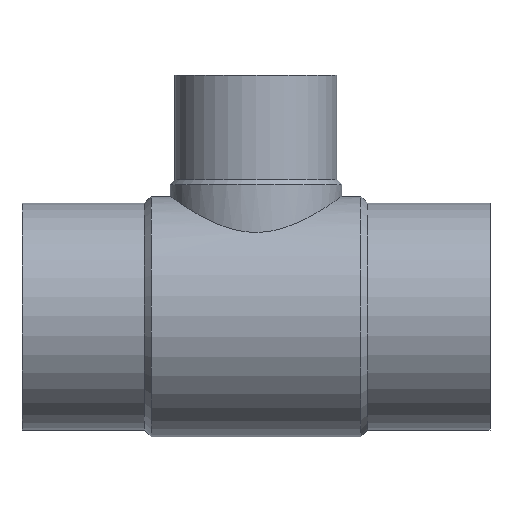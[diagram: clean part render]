
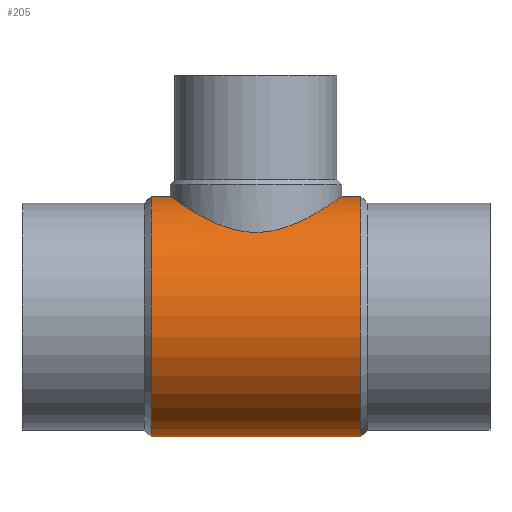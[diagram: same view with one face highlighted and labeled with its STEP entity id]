
A CAD part, top view. The second image highlights one B-rep face of the part: STEP entity #205.
In plain terms, the highlighted cylindrical face has radius 166.85 mm (diameter 333.7 mm), a partial arc.
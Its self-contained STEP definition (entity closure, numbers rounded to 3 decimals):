
#129 = EDGE_CURVE( '', #141, #167, #355, .T. );
#141 = VERTEX_POINT( '', #368 );
#153 = VERTEX_POINT( '', #382 );
#155 = EDGE_CURVE( '', #211, #233, #384, .T. );
#159 = EDGE_CURVE( '', #153, #275, #388, .T. );
#167 = VERTEX_POINT( '', #397 );
#171 = EDGE_CURVE( '', #211, #153, #401, .T. );
#189 = EDGE_CURVE( '', #275, #141, #422, .T. );
#205 = ADVANCED_FACE( '', ( #439 ), #440, .T. );
#211 = VERTEX_POINT( '', #446 );
#233 = VERTEX_POINT( '', #470 );
#275 = VERTEX_POINT( '', #520 );
#315 = EDGE_CURVE( '', #167, #233, #567, .T. );
#355 = B_SPLINE_CURVE_WITH_KNOTS( '', 3, ( #599, #600, #601, #602, #603, #604, #605, #606, #607, #608, #609, #610, #611, #612, #613, #614, #615, #616, #617, #618, #619, #620, #621, #622, #623, #624, #625, #626, #627, #628, #629, #630, #631, #632, #633, #634, #635, #636, #637, #638, #639, #640, #641, #642, #643, #644, #645, #646, #647, #648, #649, #650, #651, #652, #653, #654, #655, #656, #657, #658, #659, #660, #661, #662, #663, #664 ), .UNSPECIFIED., .F., .F., ( 4, 2, 2, 2, 2, 2, 2, 2, 2, 2, 2, 2, 2, 2, 2, 2, 2, 2, 2, 2, 2, 2, 2, 2, 2, 2, 2, 2, 2, 2, 2, 2, 4 ), ( 188.667, 200.364, 212.06, 223.757, 235.454, 247.151, 258.848, 270.544, 282.241, 294.128, 306.014, 317.901, 329.787, 341.674, 353.56, 365.447, 377.333, 389.22, 401.107, 412.993, 424.88, 436.766, 448.653, 460.539, 472.426, 484.123, 495.819, 507.516, 519.213, 530.91, 542.607, 554.303, 566. ), .UNSPECIFIED. );
#368 = CARTESIAN_POINT( '', ( -205.8, 166.85, 0. ) );
#382 = CARTESIAN_POINT( '', ( -179.35, -166.85, 0. ) );
#384 = CIRCLE( '', #699, 166.85 );
#388 = CIRCLE( '', #705, 166.85 );
#397 = CARTESIAN_POINT( '', ( -444.2, 166.85, 0. ) );
#401 = LINE( '', #756, #757 );
#422 = LINE( '', #815, #816 );
#439 = FACE_OUTER_BOUND( '', #904, .T. );
#440 = CYLINDRICAL_SURFACE( '', #905, 166.85 );
#446 = CARTESIAN_POINT( '', ( -470.65, -166.85, 0. ) );
#470 = CARTESIAN_POINT( '', ( -470.65, 166.85, 0. ) );
#520 = CARTESIAN_POINT( '', ( -179.35, 166.85, 0. ) );
#567 = LINE( '', #1132, #1133 );
#599 = CARTESIAN_POINT( '', ( -205.8, 166.85, 0. ) );
#600 = CARTESIAN_POINT( '', ( -205.8, 166.85, 3.899 ) );
#601 = CARTESIAN_POINT( '', ( -205.992, 166.713, 7.842 ) );
#602 = CARTESIAN_POINT( '', ( -206.777, 166.153, 15.737 ) );
#603 = CARTESIAN_POINT( '', ( -207.369, 165.731, 19.69 ) );
#604 = CARTESIAN_POINT( '', ( -208.954, 164.611, 27.529 ) );
#605 = CARTESIAN_POINT( '', ( -209.945, 163.912, 31.416 ) );
#606 = CARTESIAN_POINT( '', ( -212.309, 162.262, 39.056 ) );
#607 = CARTESIAN_POINT( '', ( -213.682, 161.31, 42.809 ) );
#608 = CARTESIAN_POINT( '', ( -216.775, 159.19, 50.118 ) );
#609 = CARTESIAN_POINT( '', ( -218.498, 158.022, 53.679 ) );
#610 = CARTESIAN_POINT( '', ( -222.254, 155.515, 60.559 ) );
#611 = CARTESIAN_POINT( '', ( -224.288, 154.177, 63.878 ) );
#612 = CARTESIAN_POINT( '', ( -228.611, 151.388, 70.233 ) );
#613 = CARTESIAN_POINT( '', ( -230.902, 149.937, 73.268 ) );
#614 = CARTESIAN_POINT( '', ( -235.679, 146.986, 79.022 ) );
#615 = CARTESIAN_POINT( '', ( -238.165, 145.486, 81.74 ) );
#616 = CARTESIAN_POINT( '', ( -243.302, 142.48, 86.876 ) );
#617 = CARTESIAN_POINT( '', ( -246.052, 140.915, 89.387 ) );
#618 = CARTESIAN_POINT( '', ( -251.849, 137.751, 94.19 ) );
#619 = CARTESIAN_POINT( '', ( -254.895, 136.152, 96.482 ) );
#620 = CARTESIAN_POINT( '', ( -261.249, 132.992, 100.793 ) );
#621 = CARTESIAN_POINT( '', ( -264.558, 131.431, 102.813 ) );
#622 = CARTESIAN_POINT( '', ( -271.398, 128.429, 106.54 ) );
#623 = CARTESIAN_POINT( '', ( -274.931, 126.987, 108.246 ) );
#624 = CARTESIAN_POINT( '', ( -282.181, 124.308, 111.313 ) );
#625 = CARTESIAN_POINT( '', ( -285.902, 123.068, 112.675 ) );
#626 = CARTESIAN_POINT( '', ( -293.486, 120.873, 115.027 ) );
#627 = CARTESIAN_POINT( '', ( -297.35, 119.917, 116.017 ) );
#628 = CARTESIAN_POINT( '', ( -305.166, 118.36, 117.606 ) );
#629 = CARTESIAN_POINT( '', ( -309.12, 117.758, 118.205 ) );
#630 = CARTESIAN_POINT( '', ( -317.056, 116.952, 119.002 ) );
#631 = CARTESIAN_POINT( '', ( -321.038, 116.749, 119.2 ) );
#632 = CARTESIAN_POINT( '', ( -328.962, 116.749, 119.2 ) );
#633 = CARTESIAN_POINT( '', ( -332.944, 116.952, 119.002 ) );
#634 = CARTESIAN_POINT( '', ( -340.88, 117.758, 118.205 ) );
#635 = CARTESIAN_POINT( '', ( -344.834, 118.36, 117.606 ) );
#636 = CARTESIAN_POINT( '', ( -352.65, 119.917, 116.017 ) );
#637 = CARTESIAN_POINT( '', ( -356.514, 120.873, 115.027 ) );
#638 = CARTESIAN_POINT( '', ( -364.098, 123.068, 112.675 ) );
#639 = CARTESIAN_POINT( '', ( -367.819, 124.308, 111.313 ) );
#640 = CARTESIAN_POINT( '', ( -375.069, 126.987, 108.246 ) );
#641 = CARTESIAN_POINT( '', ( -378.602, 128.429, 106.54 ) );
#642 = CARTESIAN_POINT( '', ( -385.442, 131.431, 102.813 ) );
#643 = CARTESIAN_POINT( '', ( -388.751, 132.992, 100.793 ) );
#644 = CARTESIAN_POINT( '', ( -395.105, 136.152, 96.482 ) );
#645 = CARTESIAN_POINT( '', ( -398.151, 137.751, 94.19 ) );
#646 = CARTESIAN_POINT( '', ( -403.948, 140.915, 89.387 ) );
#647 = CARTESIAN_POINT( '', ( -406.698, 142.48, 86.876 ) );
#648 = CARTESIAN_POINT( '', ( -411.835, 145.486, 81.74 ) );
#649 = CARTESIAN_POINT( '', ( -414.321, 146.986, 79.022 ) );
#650 = CARTESIAN_POINT( '', ( -419.098, 149.937, 73.268 ) );
#651 = CARTESIAN_POINT( '', ( -421.389, 151.388, 70.233 ) );
#652 = CARTESIAN_POINT( '', ( -425.712, 154.177, 63.878 ) );
#653 = CARTESIAN_POINT( '', ( -427.746, 155.515, 60.559 ) );
#654 = CARTESIAN_POINT( '', ( -431.502, 158.022, 53.679 ) );
#655 = CARTESIAN_POINT( '', ( -433.225, 159.19, 50.118 ) );
#656 = CARTESIAN_POINT( '', ( -436.318, 161.31, 42.809 ) );
#657 = CARTESIAN_POINT( '', ( -437.691, 162.262, 39.056 ) );
#658 = CARTESIAN_POINT( '', ( -440.055, 163.912, 31.416 ) );
#659 = CARTESIAN_POINT( '', ( -441.046, 164.611, 27.529 ) );
#660 = CARTESIAN_POINT( '', ( -442.631, 165.731, 19.69 ) );
#661 = CARTESIAN_POINT( '', ( -443.223, 166.153, 15.737 ) );
#662 = CARTESIAN_POINT( '', ( -444.008, 166.713, 7.842 ) );
#663 = CARTESIAN_POINT( '', ( -444.2, 166.85, 3.899 ) );
#664 = CARTESIAN_POINT( '', ( -444.2, 166.85, 0. ) );
#699 = AXIS2_PLACEMENT_3D( '', #1194, #1195, #1196 );
#705 = AXIS2_PLACEMENT_3D( '', #1200, #1201, #1202 );
#756 = CARTESIAN_POINT( '', ( -325., -166.85, 0. ) );
#757 = VECTOR( '', #1215, 1. );
#815 = CARTESIAN_POINT( '', ( -325., 166.85, 0. ) );
#816 = VECTOR( '', #1241, 1. );
#904 = EDGE_LOOP( '', ( #1261, #1262, #1263, #1264, #1265, #1266 ) );
#905 = AXIS2_PLACEMENT_3D( '', #1267, #1268, #1269 );
#1132 = CARTESIAN_POINT( '', ( -325., 166.85, 0. ) );
#1133 = VECTOR( '', #1434, 1. );
#1194 = CARTESIAN_POINT( '', ( -470.65, 0., 0. ) );
#1195 = DIRECTION( '', ( -1., 0., 0. ) );
#1196 = DIRECTION( '', ( 0., 1., 0. ) );
#1200 = CARTESIAN_POINT( '', ( -179.35, 0., 0. ) );
#1201 = DIRECTION( '', ( -1., 0., 0. ) );
#1202 = DIRECTION( '', ( 0., 1., 0. ) );
#1215 = DIRECTION( '', ( 1., 0., 0. ) );
#1241 = DIRECTION( '', ( -1., 0., 0. ) );
#1261 = ORIENTED_EDGE( '', *, *, #189, .T. );
#1262 = ORIENTED_EDGE( '', *, *, #129, .T. );
#1263 = ORIENTED_EDGE( '', *, *, #315, .T. );
#1264 = ORIENTED_EDGE( '', *, *, #155, .F. );
#1265 = ORIENTED_EDGE( '', *, *, #171, .T. );
#1266 = ORIENTED_EDGE( '', *, *, #159, .T. );
#1267 = CARTESIAN_POINT( '', ( -325., 0., 0. ) );
#1268 = DIRECTION( '', ( 1., 0., 0. ) );
#1269 = DIRECTION( '', ( 0., 1., 0. ) );
#1434 = DIRECTION( '', ( -1., 0., 0. ) );
